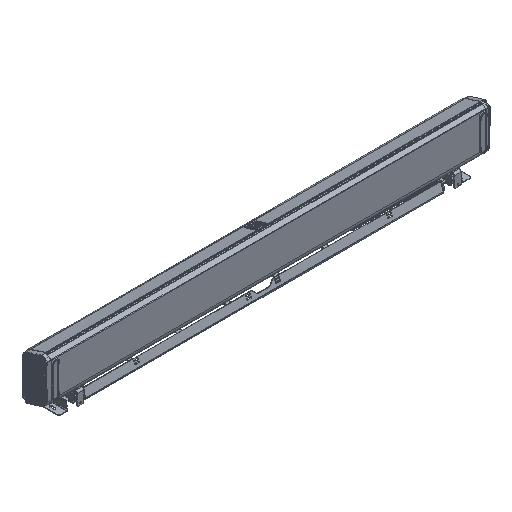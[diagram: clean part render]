
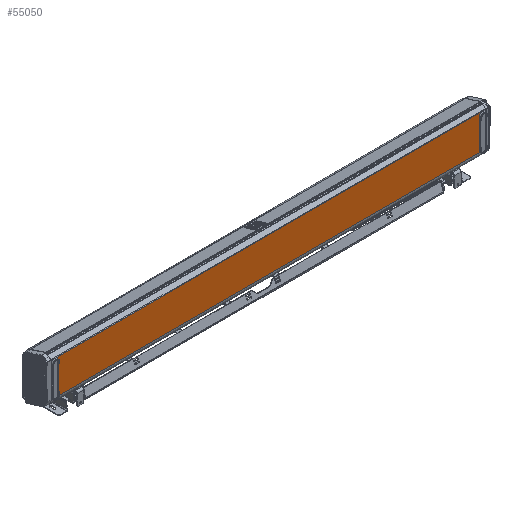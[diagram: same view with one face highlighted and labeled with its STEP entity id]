
A CAD part, isometric view. The second image highlights one B-rep face of the part: STEP entity #55050.
In plain terms, the highlighted planar face has unit normal (0, -1, 0).
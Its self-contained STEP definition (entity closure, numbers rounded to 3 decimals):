
#2065=CIRCLE('',#58150,7.5);
#2087=CIRCLE('',#58182,7.5);
#2125=CIRCLE('',#58257,7.5);
#2144=CIRCLE('',#58286,7.5);
#3949=FACE_OUTER_BOUND('',#6954,.T.);
#6954=EDGE_LOOP('',(#35590,#35591,#35592,#35593,#35594,#35595,#35596,#35597));
#11282=LINE('',#78776,#16249);
#11356=LINE('',#79068,#16323);
#11390=LINE('',#79200,#16357);
#11391=LINE('',#79201,#16358);
#16249=VECTOR('',#63419,10.);
#16323=VECTOR('',#63747,10.);
#16357=VECTOR('',#63913,980.);
#16358=VECTOR('',#63914,10.);
#21245=VERTEX_POINT('',#78728);
#21248=VERTEX_POINT('',#78735);
#21249=VERTEX_POINT('',#78737);
#21264=VERTEX_POINT('',#78774);
#21316=VERTEX_POINT('',#78965);
#21322=VERTEX_POINT('',#78977);
#21323=VERTEX_POINT('',#78979);
#21353=VERTEX_POINT('',#79059);
#26617=EDGE_CURVE('',#21248,#21249,#2065,.T.);
#26636=EDGE_CURVE('',#21248,#21264,#11282,.T.);
#26661=EDGE_CURVE('',#21264,#21245,#2087,.T.);
#26738=EDGE_CURVE('',#21322,#21323,#2125,.T.);
#26779=EDGE_CURVE('',#21316,#21353,#2144,.T.);
#26783=EDGE_CURVE('',#21353,#21323,#11356,.T.);
#26849=EDGE_CURVE('',#21245,#21316,#11390,.T.);
#26850=EDGE_CURVE('',#21249,#21322,#11391,.T.);
#35590=ORIENTED_EDGE('',*,*,#26661,.T.);
#35591=ORIENTED_EDGE('',*,*,#26849,.T.);
#35592=ORIENTED_EDGE('',*,*,#26779,.T.);
#35593=ORIENTED_EDGE('',*,*,#26783,.T.);
#35594=ORIENTED_EDGE('',*,*,#26738,.F.);
#35595=ORIENTED_EDGE('',*,*,#26850,.F.);
#35596=ORIENTED_EDGE('',*,*,#26617,.F.);
#35597=ORIENTED_EDGE('',*,*,#26636,.T.);
#50249=PLANE('',#58355);
#55050=ADVANCED_FACE('',(#3949),#50249,.T.);
#58150=AXIS2_PLACEMENT_3D('',#78738,#63383,#63384);
#58182=AXIS2_PLACEMENT_3D('',#78824,#63469,#63470);
#58257=AXIS2_PLACEMENT_3D('',#78980,#63658,#63659);
#58286=AXIS2_PLACEMENT_3D('',#79061,#63738,#63739);
#58355=AXIS2_PLACEMENT_3D('',#79199,#63911,#63912);
#63383=DIRECTION('center_axis',(0.,-1.,0.));
#63384=DIRECTION('ref_axis',(1.,0.,0.));
#63419=DIRECTION('',(0.,0.,-1.));
#63469=DIRECTION('center_axis',(0.,1.,0.));
#63470=DIRECTION('ref_axis',(-1.,0.,0.));
#63658=DIRECTION('center_axis',(0.,-1.,0.));
#63659=DIRECTION('ref_axis',(1.,0.,0.));
#63738=DIRECTION('center_axis',(0.,1.,0.));
#63739=DIRECTION('ref_axis',(-1.,0.,0.));
#63747=DIRECTION('',(0.,0.,1.));
#63911=DIRECTION('center_axis',(0.,-1.,0.));
#63912=DIRECTION('ref_axis',(0.,0.,
-1.));
#63913=DIRECTION('',(1.,0.,0.));
#63914=DIRECTION('',(1.,0.,0.));
#78728=CARTESIAN_POINT('',(-476.081,-30.152,47.932));
#78735=CARTESIAN_POINT('',(-474.5,-30.152,117.539));
#78737=CARTESIAN_POINT('',(-480.768,-30.152,124.937));
#78738=CARTESIAN_POINT('Origin',(-482.,-30.152,117.539));
#78774=CARTESIAN_POINT('',(-474.5,-30.152,52.539));
#78776=CARTESIAN_POINT('',(-474.5,-30.152,121.197));
#78824=CARTESIAN_POINT('Origin',(-482.,-30.152,52.539));
#78965=CARTESIAN_POINT('',(476.081,-30.152,47.932));
#78977=CARTESIAN_POINT('',(480.768,-30.152,124.937));
#78979=CARTESIAN_POINT('',(474.5,-30.152,117.539));
#78980=CARTESIAN_POINT('Origin',(482.,-30.152,117.539));
#79059=CARTESIAN_POINT('',(474.5,-30.152,52.539));
#79061=CARTESIAN_POINT('Origin',(482.,-30.152,52.539));
#79068=CARTESIAN_POINT('',(474.5,-30.152,88.697));
#79199=CARTESIAN_POINT('Origin',(-490.,-30.152,124.855));
#79200=CARTESIAN_POINT('',(-490.,-30.152,47.932));
#79201=CARTESIAN_POINT('',(0.,-30.152,124.937));
